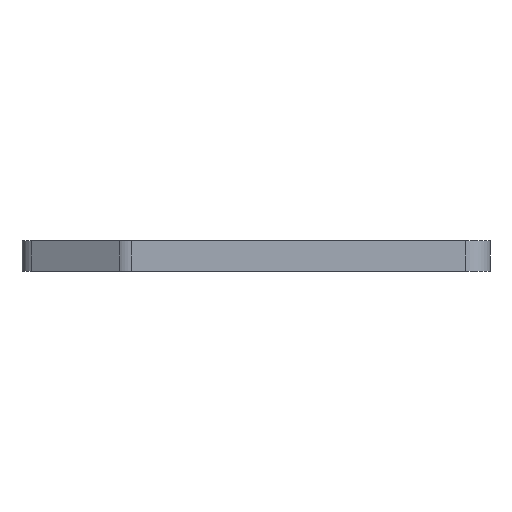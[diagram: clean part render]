
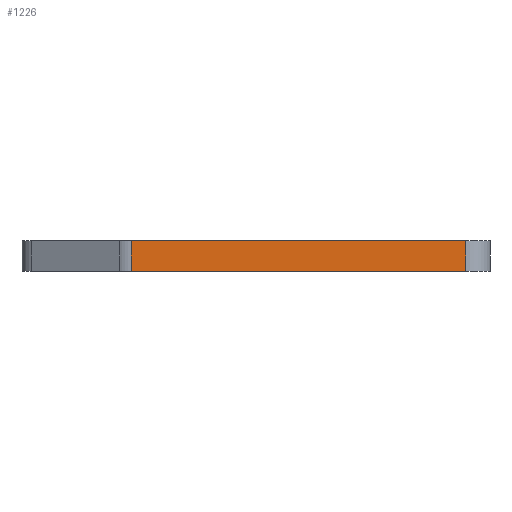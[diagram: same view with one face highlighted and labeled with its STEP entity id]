
A CAD part, front view. The second image highlights one B-rep face of the part: STEP entity #1226.
In plain terms, the highlighted planar face has unit normal (0, -1, 0).
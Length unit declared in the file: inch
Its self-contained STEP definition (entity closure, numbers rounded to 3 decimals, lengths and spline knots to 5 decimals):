
#71=PLANE('',#1379);
#130=FACE_OUTER_BOUND('',#229,.T.);
#229=EDGE_LOOP('',(#1088,#1089,#1090,#1091));
#259=LINE('',#1857,#356);
#284=LINE('',#1953,#381);
#326=LINE('',#2095,#423);
#327=LINE('',#2097,#424);
#356=VECTOR('',#1475,0.3937);
#381=VECTOR('',#1562,0.3937);
#423=VECTOR('',#1732,0.3937);
#424=VECTOR('',#1735,0.3937);
#545=VERTEX_POINT('',#1854);
#546=VERTEX_POINT('',#1856);
#585=VERTEX_POINT('',#1950);
#586=VERTEX_POINT('',#1952);
#665=EDGE_CURVE('',#546,#545,#259,.T.);
#713=EDGE_CURVE('',#585,#586,#284,.T.);
#782=EDGE_CURVE('',#545,#586,#326,.T.);
#783=EDGE_CURVE('',#546,#585,#327,.T.);
#1088=ORIENTED_EDGE('',*,*,#665,.T.);
#1089=ORIENTED_EDGE('',*,*,#782,.T.);
#1090=ORIENTED_EDGE('',*,*,#713,.F.);
#1091=ORIENTED_EDGE('',*,*,#783,.F.);
#1226=ADVANCED_FACE('',(#130),#71,.T.);
#1379=AXIS2_PLACEMENT_3D('',#2096,#1733,#1734);
#1475=DIRECTION('',(1.,0.,0.));
#1562=DIRECTION('',(1.,0.,0.));
#1732=DIRECTION('',(0.,0.,1.));
#1733=DIRECTION('center_axis',(0.,-1.,0.));
#1734=DIRECTION('ref_axis',(1.,0.,0.));
#1735=DIRECTION('',(0.,0.,1.));
#1854=CARTESIAN_POINT('',(0.70236,0.58761,0.));
#1856=CARTESIAN_POINT('',(-2.01829,0.58761,0.));
#1857=CARTESIAN_POINT('',(-2.01829,0.58761,0.));
#1950=CARTESIAN_POINT('',(-2.01829,0.58761,0.25));
#1952=CARTESIAN_POINT('',(0.70236,0.58761,0.25));
#1953=CARTESIAN_POINT('',(-2.01829,0.58761,0.25));
#2095=CARTESIAN_POINT('',(0.70236,0.58761,0.));
#2096=CARTESIAN_POINT('Origin',(-2.01829,0.58761,0.));
#2097=CARTESIAN_POINT('',(-2.01829,0.58761,0.));
